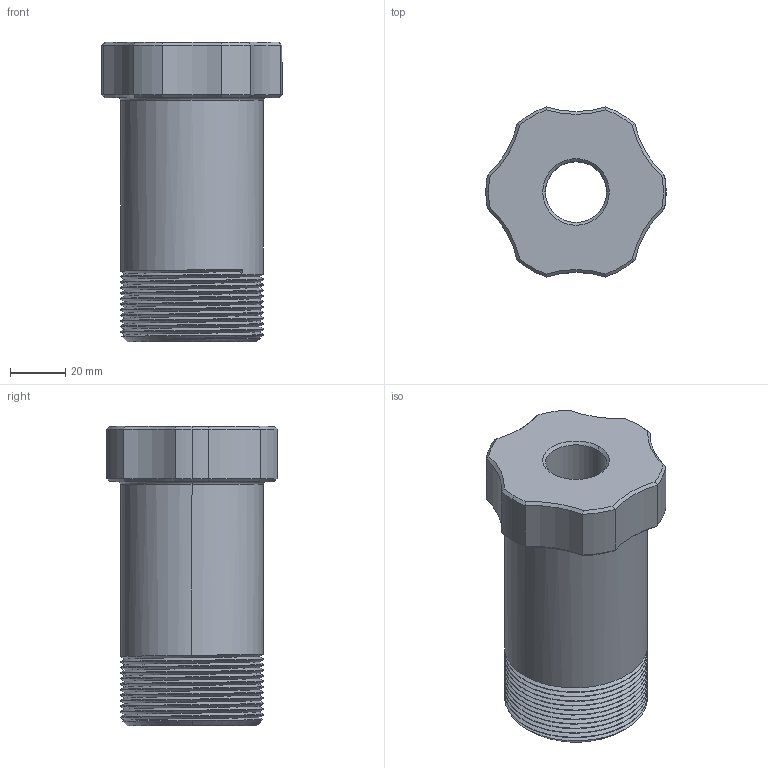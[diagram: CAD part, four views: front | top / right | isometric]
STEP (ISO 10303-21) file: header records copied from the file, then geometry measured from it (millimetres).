
FILE_DESCRIPTION (( 'STEP AP203' ), '1' );
FILE_NAME ('NEXTFILA-bolt_M52_P2.0_TL108_HT20_ID22_ID42_DP20.STEP', '2016-03-13T09:09:45', ( '' ), ( '' ), 'SwSTEP 2.0', 'SolidWorks 2015', '' );
FILE_SCHEMA (( 'CONFIG_CONTROL_DESIGN' ));
Length unit declared in the file: millimetre
Products named in the file (1): NEXTFILA-bolt_M52_P2.0_TL108_HT20_ID22_ID42_DP20
Bounding box: 65 x 61.36 x 108 mm (x, y, z)
Volume: 179211.1 mm3; surface area: 34782.7 mm2
Topology: 1 solids, 1 shells, 85 faces, 209 edges, 128 vertices
Faces by surface type: cylinder 41, cone 35, plane 5, torus 2, bspline 2
Entity records: 4524 total; most frequent: CARTESIAN_POINT 2588, ORIENTED_EDGE 418, DIRECTION 377, EDGE_CURVE 209, AXIS2_PLACEMENT_3D 161, VERTEX_POINT 128, EDGE_LOOP 89, FACE_OUTER_BOUND 85
